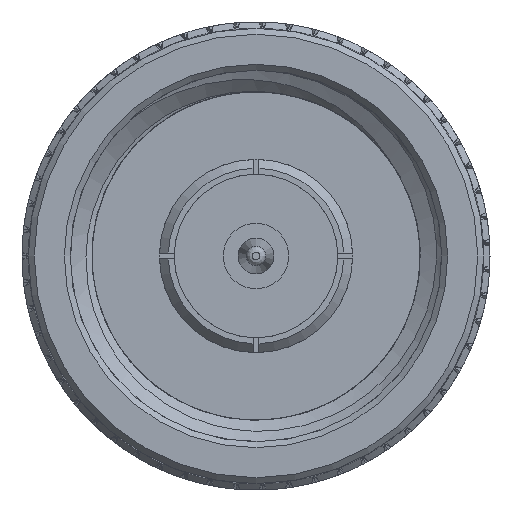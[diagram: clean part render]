
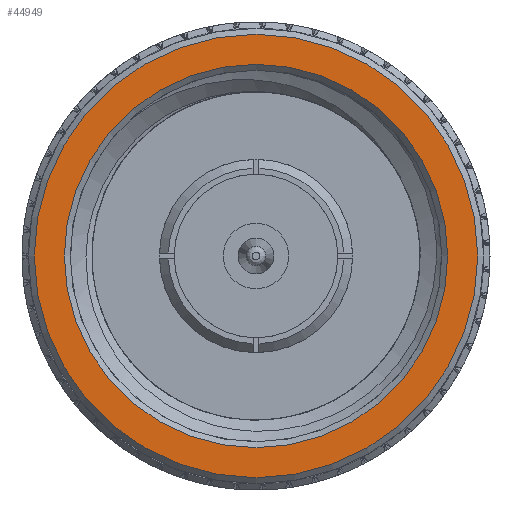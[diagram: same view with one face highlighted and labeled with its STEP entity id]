
A CAD part, left-side view. The second image highlights one B-rep face of the part: STEP entity #44949.
In plain terms, the highlighted planar face has unit normal (-1, 0, 0).
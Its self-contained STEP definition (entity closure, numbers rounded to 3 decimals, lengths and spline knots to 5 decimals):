
#6529 = CARTESIAN_POINT ( 'NONE',  ( 0., 0.37309, 0. ) ) ;
#13135 = PLANE ( 'NONE',  #16408 ) ;
#16408 = AXIS2_PLACEMENT_3D ( 'NONE', #22318, #51880, #44125 ) ;
#17827 = EDGE_LOOP ( 'NONE', ( #55750 ) ) ;
#22318 = CARTESIAN_POINT ( 'NONE',  ( 0., 0.38309, 0. ) ) ;
#22504 = AXIS2_PLACEMENT_3D ( 'NONE', #34497, #94553, #79512 ) ;
#28375 = CARTESIAN_POINT ( 'NONE',  ( 0., 0., 0.3225 ) ) ;
#28447 = EDGE_LOOP ( 'NONE', ( #88936 ) ) ;
#34497 = CARTESIAN_POINT ( 'NONE',  ( 0., 0., 0. ) ) ;
#35766 = EDGE_CURVE ( 'NONE', #63756, #63756, #41058, .T. ) ;
#41058 = CIRCLE ( 'NONE', #22504, 0.3225 ) ;
#44125 = DIRECTION ( 'NONE',  ( 0., 1., 0. ) ) ;
#44949 = ADVANCED_FACE ( 'NONE', ( #66435, #94989 ), #13135, .T. ) ;
#51880 = DIRECTION ( 'NONE',  ( -1., 0., 0. ) ) ;
#55028 = DIRECTION ( 'NONE',  ( 0., 1., 0. ) ) ;
#55750 = ORIENTED_EDGE ( 'NONE', *, *, #82415, .T. ) ;
#63756 = VERTEX_POINT ( 'NONE', #28375 ) ;
#66435 = FACE_BOUND ( 'NONE', #28447, .T. ) ;
#72937 = VERTEX_POINT ( 'NONE', #6529 ) ;
#76401 = AXIS2_PLACEMENT_3D ( 'NONE', #78226, #85453, #55028 ) ;
#78226 = CARTESIAN_POINT ( 'NONE',  ( 0., 0., 0. ) ) ;
#79512 = DIRECTION ( 'NONE',  ( 0., 0., 1. ) ) ;
#82415 = EDGE_CURVE ( 'NONE', #72937, #72937, #95033, .T. ) ;
#85453 = DIRECTION ( 'NONE',  ( -1., 0., 0. ) ) ;
#88936 = ORIENTED_EDGE ( 'NONE', *, *, #35766, .T. ) ;
#94553 = DIRECTION ( 'NONE',  ( 1., 0., 0. ) ) ;
#94989 = FACE_OUTER_BOUND ( 'NONE', #17827, .T. ) ;
#95033 = CIRCLE ( 'NONE', #76401, 0.37309 ) ;
